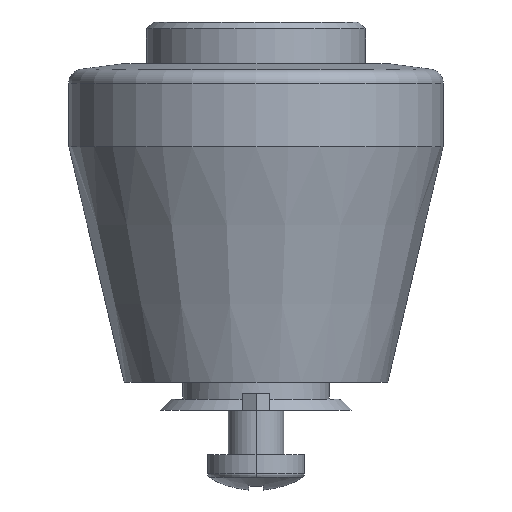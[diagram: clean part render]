
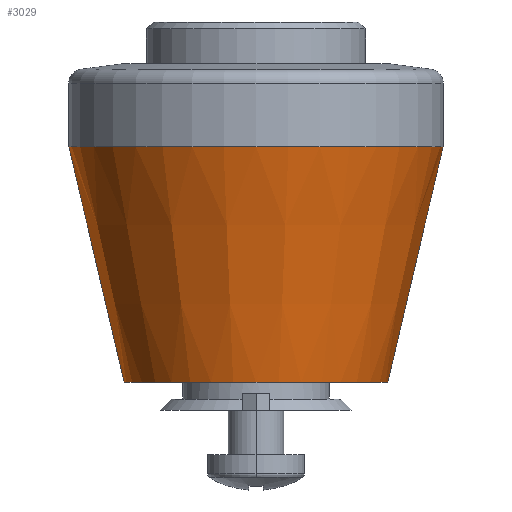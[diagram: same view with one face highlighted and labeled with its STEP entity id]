
A CAD part, front view. The second image highlights one B-rep face of the part: STEP entity #3029.
In plain terms, the highlighted conical face has half-angle 13.241 degrees and reference radius 9.5 mm.
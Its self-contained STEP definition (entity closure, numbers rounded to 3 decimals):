
#36 = CARTESIAN_POINT ( 'NONE',  ( 13.5, 0., -6. ) ) ;
#71 = CARTESIAN_POINT ( 'NONE',  ( 9.5, 0., -23. ) ) ;
#98 = CONICAL_SURFACE ( 'NONE', #3415, 9.5, 0.231 ) ;
#143 = VERTEX_POINT ( 'NONE', #2810 ) ;
#150 = DIRECTION ( 'NONE',  ( 1., 0., 0. ) ) ;
#163 = VERTEX_POINT ( 'NONE', #1847 ) ;
#400 = EDGE_CURVE ( 'NONE', #143, #3408, #830, .T. ) ;
#432 = CIRCLE ( 'NONE', #3972, 13.5 ) ;
#553 = DIRECTION ( 'NONE',  ( -0.229, 0., 0.973 ) ) ;
#571 = DIRECTION ( 'NONE',  ( 0., 0., 1. ) ) ;
#615 = DIRECTION ( 'NONE',  ( 1., 0., 0. ) ) ;
#830 = CIRCLE ( 'NONE', #3441, 9.5 ) ;
#975 = CARTESIAN_POINT ( 'NONE',  ( -9.5, 0., -23. ) ) ;
#997 = CARTESIAN_POINT ( 'NONE',  ( 0., 0., -23. ) ) ;
#1047 = DIRECTION ( 'NONE',  ( 0., 0., 1. ) ) ;
#1082 = DIRECTION ( 'NONE',  ( 0.229, 0., 0.973 ) ) ;
#1236 = ORIENTED_EDGE ( 'NONE', *, *, #3691, .F. ) ;
#1270 = VERTEX_POINT ( 'NONE', #36 ) ;
#1338 = VECTOR ( 'NONE', #553, 1000. ) ;
#1396 = LINE ( 'NONE', #975, #1338 ) ;
#1408 = DIRECTION ( 'NONE',  ( 1., 0., 0. ) ) ;
#1413 = EDGE_CURVE ( 'NONE', #3408, #1270, #1927, .T. ) ;
#1476 = CARTESIAN_POINT ( 'NONE',  ( 0., 0., -23. ) ) ;
#1509 = CARTESIAN_POINT ( 'NONE',  ( 9.5, 0., -23. ) ) ;
#1837 = DIRECTION ( 'NONE',  ( 0., 0., 1. ) ) ;
#1847 = CARTESIAN_POINT ( 'NONE',  ( -13.5, 0., -6. ) ) ;
#1927 = LINE ( 'NONE', #1509, #2598 ) ;
#2262 = CARTESIAN_POINT ( 'NONE',  ( 0., 0., -6. ) ) ;
#2382 = EDGE_CURVE ( 'NONE', #143, #163, #1396, .T. ) ;
#2398 = EDGE_LOOP ( 'NONE', ( #3481, #3085, #4078, #1236 ) ) ;
#2598 = VECTOR ( 'NONE', #1082, 1000. ) ;
#2810 = CARTESIAN_POINT ( 'NONE',  ( -9.5, 0., -23. ) ) ;
#3029 = ADVANCED_FACE ( 'NONE', ( #3515 ), #98, .T. ) ;
#3085 = ORIENTED_EDGE ( 'NONE', *, *, #400, .T. ) ;
#3408 = VERTEX_POINT ( 'NONE', #71 ) ;
#3415 = AXIS2_PLACEMENT_3D ( 'NONE', #997, #571, #150 ) ;
#3441 = AXIS2_PLACEMENT_3D ( 'NONE', #1476, #1047, #615 ) ;
#3481 = ORIENTED_EDGE ( 'NONE', *, *, #2382, .F. ) ;
#3515 = FACE_OUTER_BOUND ( 'NONE', #2398, .T. ) ;
#3691 = EDGE_CURVE ( 'NONE', #163, #1270, #432, .T. ) ;
#3972 = AXIS2_PLACEMENT_3D ( 'NONE', #2262, #1837, #1408 ) ;
#4078 = ORIENTED_EDGE ( 'NONE', *, *, #1413, .T. ) ;
